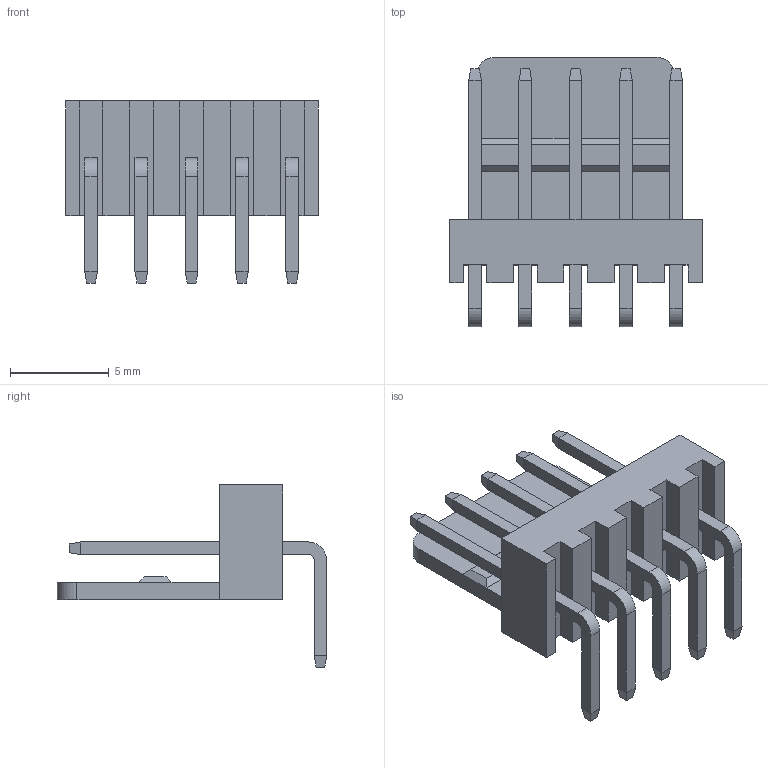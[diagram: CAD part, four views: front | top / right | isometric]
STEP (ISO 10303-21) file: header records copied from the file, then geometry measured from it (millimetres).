
FILE_DESCRIPTION (( 'STEP AP203' ), '1' );
FILE_NAME ('11634, SWR25X-NRTC-S05-RB-BA.STEP', '2015-05-20T03:09:38', ( '' ), ( '' ), 'SwSTEP 2.0', 'SolidWorks 2012', '' );
FILE_SCHEMA (( 'CONFIG_CONTROL_DESIGN' ));
Length unit declared in the file: millimetre
Products named in the file (1): 11634, SWR25X-NRTC-S05-RB-BA
Bounding box: 12.74 x 13.62 x 9.2 mm (x, y, z)
Volume: 312.7 mm3; surface area: 715 mm2
Topology: 3 solids, 3 shells, 168 faces, 404 edges, 248 vertices
Faces by surface type: plane 156, cylinder 12
Entity records: 4801 total; most frequent: CARTESIAN_POINT 821, ORIENTED_EDGE 808, DIRECTION 766, EDGE_CURVE 404, LINE 380, VECTOR 380, VERTEX_POINT 248, AXIS2_PLACEMENT_3D 193
